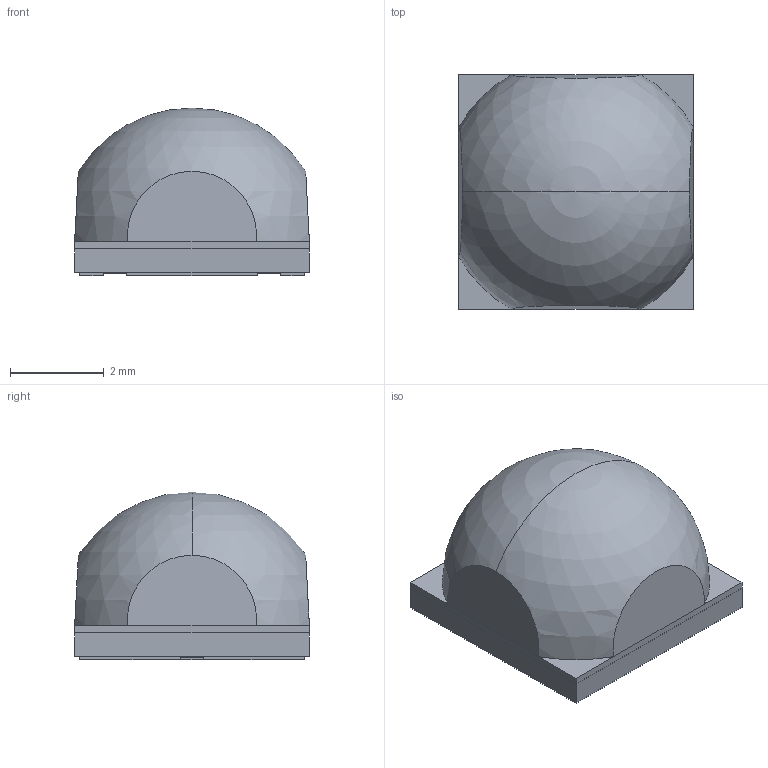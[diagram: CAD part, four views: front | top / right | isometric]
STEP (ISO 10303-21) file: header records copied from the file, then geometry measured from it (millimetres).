
FILE_DESCRIPTION((''),'2;1');
FILE_NAME('2610-00048_ASM','2016-11-15T',('dcronin'),(''),'PRO/ENGINEER BY PARAMETRIC TECHNOLOGY CORPORATION, 2010140','PRO/ENGINEER BY PARAMETRIC TECHNOLOGY CORPORATION, 2010140','');
FILE_SCHEMA(('CONFIG_CONTROL_DESIGN'));
Length unit declared in the file: millimetre
Products named in the file (9): 2500-00513-CERAMIC; 2500-00513-BOTTOM-TRACE; 2500-00513-SOLDERMASK-NONOTCH; 2500-00513-SOLDERMASK-BACK; 2500-00513-TOP-TRACE; 2500-00513-TOP-SOLDERMASK; 2500-00513_ASM; 2_85_TRUNCATED_DOME; 2610-00048_ASM
Assembly tree (8 placements, depth 3):
  2610-00048_ASM
    2500-00513_ASM
      2500-00513-CERAMIC
      2500-00513-BOTTOM-TRACE
      2500-00513-SOLDERMASK-NONOTCH
      2500-00513-SOLDERMASK-BACK
      2500-00513-TOP-TRACE
      2500-00513-TOP-SOLDERMASK
    2_85_TRUNCATED_DOME
Bounding box: 5 x 5 x 3.58 mm (x, y, z)
Volume: 65.3 mm3; surface area: 244.3 mm2
Topology: 16 solids, 16 shells, 219 faces, 556 edges, 367 vertices
Faces by surface type: plane 193, cylinder 16, cone 8, sphere 2
Entity records: 6771 total; most frequent: CARTESIAN_POINT 1163, ORIENTED_EDGE 1108, DIRECTION 1098, EDGE_CURVE 554, VECTOR 494, LINE 494, VERTEX_POINT 367, AXIS2_PLACEMENT_3D 302
